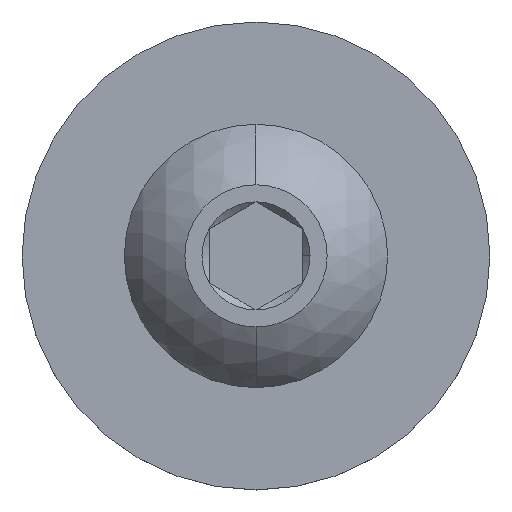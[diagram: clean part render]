
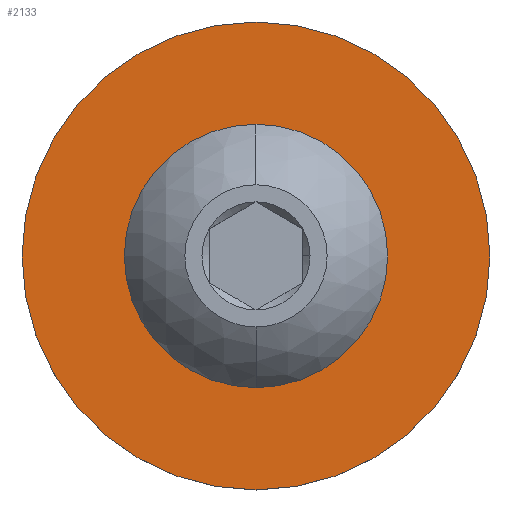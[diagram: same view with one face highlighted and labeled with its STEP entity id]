
A CAD part, top view. The second image highlights one B-rep face of the part: STEP entity #2133.
In plain terms, the highlighted planar face has unit normal (0, 0, 1).
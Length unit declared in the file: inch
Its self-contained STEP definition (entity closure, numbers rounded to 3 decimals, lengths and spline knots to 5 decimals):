
#19 = DIRECTION ( 'NONE',  ( 0., 0., -1. ) ) ;
#52 = VERTEX_POINT ( 'NONE', #2333 ) ;
#236 = ORIENTED_EDGE ( 'NONE', *, *, #3256, .T. ) ;
#345 = ORIENTED_EDGE ( 'NONE', *, *, #11211, .F. ) ;
#1109 = DIRECTION ( 'NONE',  ( -1., 0., 0. ) ) ;
#1663 = AXIS2_PLACEMENT_3D ( 'NONE', #2998, #10774, #13973 ) ;
#1932 = CIRCLE ( 'NONE', #12616, 0.3126 ) ;
#2133 = ADVANCED_FACE ( 'NONE', ( #9748, #12803 ), #9460, .F. ) ;
#2333 = CARTESIAN_POINT ( 'NONE',  ( 0., -0.17599, -0.07863 ) ) ;
#2410 = CARTESIAN_POINT ( 'NONE',  ( 0., 0., -0.07863 ) ) ;
#2588 = VERTEX_POINT ( 'NONE', #3572 ) ;
#2781 = AXIS2_PLACEMENT_3D ( 'NONE', #2410, #5061, #11482 ) ;
#2998 = CARTESIAN_POINT ( 'NONE',  ( 0., 0., -0.07863 ) ) ;
#3256 = EDGE_CURVE ( 'NONE', #12151, #52, #12106, .T. ) ;
#3572 = CARTESIAN_POINT ( 'NONE',  ( -0.3126, 0., -0.07863 ) ) ;
#3847 = DIRECTION ( 'NONE',  ( -1., 0., 0. ) ) ;
#4603 = CARTESIAN_POINT ( 'NONE',  ( 0., 0., -0.07863 ) ) ;
#4797 = DIRECTION ( 'NONE',  ( 0., 0., -1. ) ) ;
#4882 = ORIENTED_EDGE ( 'NONE', *, *, #14210, .F. ) ;
#5061 = DIRECTION ( 'NONE',  ( 0., 0., -1. ) ) ;
#6898 = CARTESIAN_POINT ( 'NONE',  ( 0., 0., -0.07863 ) ) ;
#6903 = DIRECTION ( 'NONE',  ( 0., 0., -1. ) ) ;
#7288 = VERTEX_POINT ( 'NONE', #8762 ) ;
#7406 = CIRCLE ( 'NONE', #12524, 0.17599 ) ;
#8060 = DIRECTION ( 'NONE',  ( -1., 0., 0. ) ) ;
#8375 = CARTESIAN_POINT ( 'NONE',  ( 0., 0.17599, -0.07863 ) ) ;
#8762 = CARTESIAN_POINT ( 'NONE',  ( 0.3126, 0., -0.07863 ) ) ;
#8910 = ORIENTED_EDGE ( 'NONE', *, *, #12438, .T. ) ;
#9460 = PLANE ( 'NONE',  #1663 ) ;
#9748 = FACE_BOUND ( 'NONE', #10693, .T. ) ;
#10495 = AXIS2_PLACEMENT_3D ( 'NONE', #11617, #6903, #3847 ) ;
#10693 = EDGE_LOOP ( 'NONE', ( #8910, #236 ) ) ;
#10774 = DIRECTION ( 'NONE',  ( 0., 0., -1. ) ) ;
#11211 = EDGE_CURVE ( 'NONE', #2588, #7288, #14375, .T. ) ;
#11482 = DIRECTION ( 'NONE',  ( -1., 0., 0. ) ) ;
#11617 = CARTESIAN_POINT ( 'NONE',  ( 0., 0., -0.07863 ) ) ;
#12106 = CIRCLE ( 'NONE', #10495, 0.17599 ) ;
#12151 = VERTEX_POINT ( 'NONE', #8375 ) ;
#12438 = EDGE_CURVE ( 'NONE', #52, #12151, #7406, .T. ) ;
#12524 = AXIS2_PLACEMENT_3D ( 'NONE', #4603, #19, #1109 ) ;
#12616 = AXIS2_PLACEMENT_3D ( 'NONE', #6898, #4797, #8060 ) ;
#12803 = FACE_OUTER_BOUND ( 'NONE', #14034, .T. ) ;
#13973 = DIRECTION ( 'NONE',  ( -1., 0., 0. ) ) ;
#14034 = EDGE_LOOP ( 'NONE', ( #345, #4882 ) ) ;
#14210 = EDGE_CURVE ( 'NONE', #7288, #2588, #1932, .T. ) ;
#14375 = CIRCLE ( 'NONE', #2781, 0.3126 ) ;
